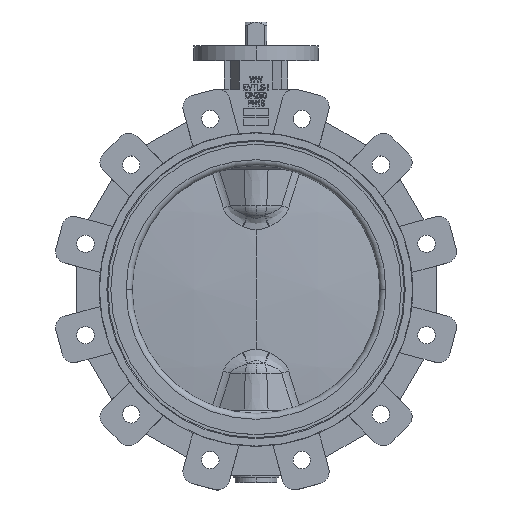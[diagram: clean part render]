
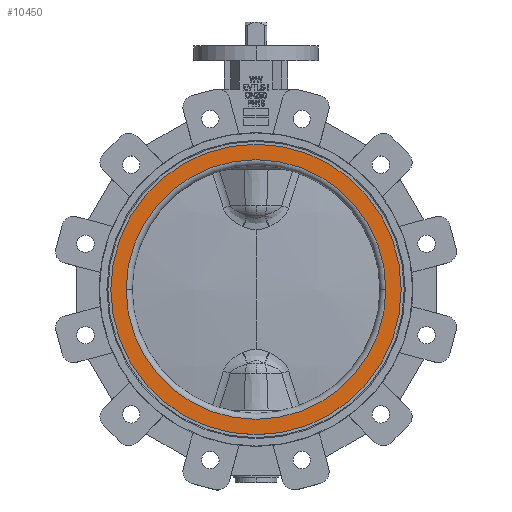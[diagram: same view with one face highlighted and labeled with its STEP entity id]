
A CAD part, top view. The second image highlights one B-rep face of the part: STEP entity #10450.
In plain terms, the highlighted planar face has unit normal (0, 0, 1).
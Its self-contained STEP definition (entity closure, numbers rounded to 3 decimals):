
#720 = ORIENTED_EDGE ( 'NONE', *, *, #20196, .F. ) ;
#978 = CARTESIAN_POINT ( 'NONE',  ( 0., 0., 35. ) ) ;
#1040 = CARTESIAN_POINT ( 'NONE',  ( 146., 0., 35. ) ) ;
#1442 = CARTESIAN_POINT ( 'NONE',  ( -130.55, 0., 35. ) ) ;
#1895 = EDGE_CURVE ( 'NONE', #12445, #15449, #2024, .T. ) ;
#2024 = CIRCLE ( 'NONE', #15995, 146. ) ;
#2255 = ORIENTED_EDGE ( 'NONE', *, *, #3299, .T. ) ;
#2430 = ORIENTED_EDGE ( 'NONE', *, *, #1895, .T. ) ;
#3250 = AXIS2_PLACEMENT_3D ( 'NONE', #20018, #4531, #14843 ) ;
#3299 = EDGE_CURVE ( 'NONE', #15449, #12445, #8279, .T. ) ;
#3362 = DIRECTION ( 'NONE',  ( 0., 0., 1. ) ) ;
#4531 = DIRECTION ( 'NONE',  ( 0., 0., 1. ) ) ;
#4750 = DIRECTION ( 'NONE',  ( 1., 0., 0. ) ) ;
#5174 = FACE_OUTER_BOUND ( 'NONE', #14084, .T. ) ;
#5224 = DIRECTION ( 'NONE',  ( 0., 0., -1. ) ) ;
#5275 = AXIS2_PLACEMENT_3D ( 'NONE', #8696, #5224, #7062 ) ;
#7062 = DIRECTION ( 'NONE',  ( -1., 0., 0. ) ) ;
#7231 = AXIS2_PLACEMENT_3D ( 'NONE', #10334, #3362, #15563 ) ;
#8279 = CIRCLE ( 'NONE', #17766, 146. ) ;
#8696 = CARTESIAN_POINT ( 'NONE',  ( 0., 130.55, 35. ) ) ;
#9234 = VERTEX_POINT ( 'NONE', #15998 ) ;
#9659 = DIRECTION ( 'NONE',  ( 0., 0., 1. ) ) ;
#10275 = PLANE ( 'NONE',  #5275 ) ;
#10302 = CARTESIAN_POINT ( 'NONE',  ( -146., 0., 35. ) ) ;
#10334 = CARTESIAN_POINT ( 'NONE',  ( 0., 0., 35. ) ) ;
#10450 = ADVANCED_FACE ( 'NONE', ( #22389, #5174 ), #10275, .F. ) ;
#11499 = CIRCLE ( 'NONE', #3250, 130.55 ) ;
#12445 = VERTEX_POINT ( 'NONE', #10302 ) ;
#14084 = EDGE_LOOP ( 'NONE', ( #2255, #2430 ) ) ;
#14295 = CIRCLE ( 'NONE', #7231, 130.55 ) ;
#14843 = DIRECTION ( 'NONE',  ( 1., 0., 0. ) ) ;
#15449 = VERTEX_POINT ( 'NONE', #1040 ) ;
#15563 = DIRECTION ( 'NONE',  ( 1., 0., 0. ) ) ;
#15741 = DIRECTION ( 'NONE',  ( 0., 0., 1. ) ) ;
#15995 = AXIS2_PLACEMENT_3D ( 'NONE', #978, #9659, #4750 ) ;
#15998 = CARTESIAN_POINT ( 'NONE',  ( 130.55, 0., 35. ) ) ;
#17120 = ORIENTED_EDGE ( 'NONE', *, *, #18342, .F. ) ;
#17483 = CARTESIAN_POINT ( 'NONE',  ( 0., 0., 35. ) ) ;
#17766 = AXIS2_PLACEMENT_3D ( 'NONE', #17483, #15741, #19153 ) ;
#18342 = EDGE_CURVE ( 'NONE', #21845, #9234, #11499, .T. ) ;
#19153 = DIRECTION ( 'NONE',  ( 1., 0., 0. ) ) ;
#20018 = CARTESIAN_POINT ( 'NONE',  ( 0., 0., 35. ) ) ;
#20196 = EDGE_CURVE ( 'NONE', #9234, #21845, #14295, .T. ) ;
#21845 = VERTEX_POINT ( 'NONE', #1442 ) ;
#21969 = EDGE_LOOP ( 'NONE', ( #720, #17120 ) ) ;
#22389 = FACE_BOUND ( 'NONE', #21969, .T. ) ;
